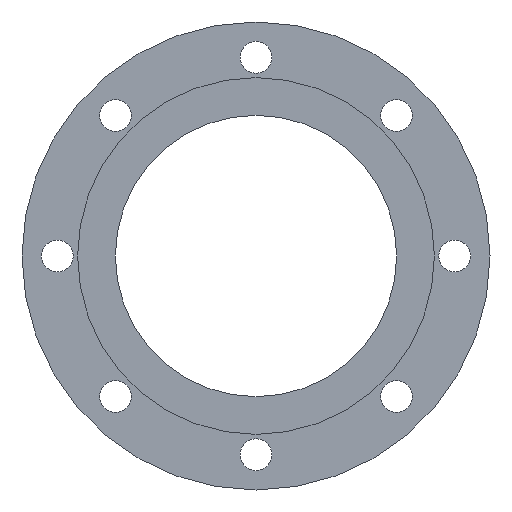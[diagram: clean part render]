
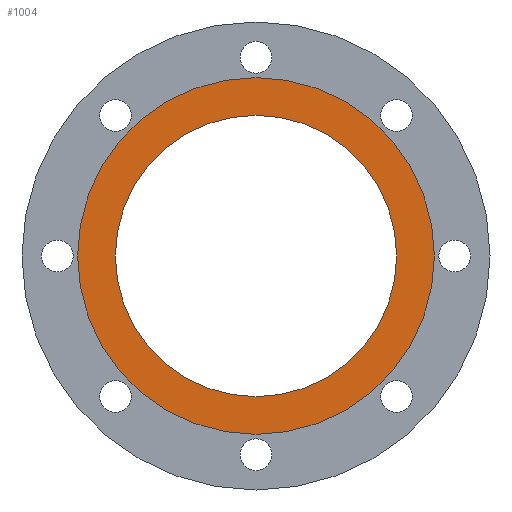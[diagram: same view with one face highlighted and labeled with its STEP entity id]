
A CAD part, front view. The second image highlights one B-rep face of the part: STEP entity #1004.
In plain terms, the highlighted planar face has unit normal (0, -1, 0).
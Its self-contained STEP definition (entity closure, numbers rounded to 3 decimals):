
#12 = DIRECTION ( 'NONE',  ( 0., 1., 0. ) ) ;
#23 = DIRECTION ( 'NONE',  ( 0., 0., -1. ) ) ;
#44 = DIRECTION ( 'NONE',  ( 0., 1., 0. ) ) ;
#46 = VERTEX_POINT ( 'NONE', #1030 ) ;
#69 = DIRECTION ( 'NONE',  ( 0., 1., 0. ) ) ;
#119 = AXIS2_PLACEMENT_3D ( 'NONE', #959, #369, #23 ) ;
#137 = EDGE_LOOP ( 'NONE', ( #1053, #377 ) ) ;
#145 = EDGE_CURVE ( 'NONE', #971, #734, #818, .T. ) ;
#153 = DIRECTION ( 'NONE',  ( 0., 0., 1. ) ) ;
#160 = CARTESIAN_POINT ( 'NONE',  ( 0., 0., 0. ) ) ;
#227 = CARTESIAN_POINT ( 'NONE',  ( 0., 0., 0. ) ) ;
#240 = CARTESIAN_POINT ( 'NONE',  ( 0., 0., 0. ) ) ;
#262 = CIRCLE ( 'NONE', #888, 101. ) ;
#276 = AXIS2_PLACEMENT_3D ( 'NONE', #240, #316, #918 ) ;
#282 = ORIENTED_EDGE ( 'NONE', *, *, #285, .T. ) ;
#285 = EDGE_CURVE ( 'NONE', #683, #46, #496, .T. ) ;
#307 = CARTESIAN_POINT ( 'NONE',  ( 0., 0., 79.65 ) ) ;
#316 = DIRECTION ( 'NONE',  ( 0., 1., 0. ) ) ;
#369 = DIRECTION ( 'NONE',  ( 0., -1., 0. ) ) ;
#377 = ORIENTED_EDGE ( 'NONE', *, *, #836, .F. ) ;
#452 = DIRECTION ( 'NONE',  ( 0., 0., 1. ) ) ;
#496 = CIRCLE ( 'NONE', #276, 79.65 ) ;
#497 = AXIS2_PLACEMENT_3D ( 'NONE', #227, #69, #579 ) ;
#517 = CIRCLE ( 'NONE', #497, 79.65 ) ;
#561 = CARTESIAN_POINT ( 'NONE',  ( 0., 0., -101. ) ) ;
#579 = DIRECTION ( 'NONE',  ( 0., 0., 1. ) ) ;
#588 = CARTESIAN_POINT ( 'NONE',  ( 0., 0., 101. ) ) ;
#683 = VERTEX_POINT ( 'NONE', #307 ) ;
#714 = FACE_BOUND ( 'NONE', #891, .T. ) ;
#734 = VERTEX_POINT ( 'NONE', #561 ) ;
#770 = AXIS2_PLACEMENT_3D ( 'NONE', #807, #44, #452 ) ;
#807 = CARTESIAN_POINT ( 'NONE',  ( 0., 0., 0. ) ) ;
#818 = CIRCLE ( 'NONE', #770, 101. ) ;
#836 = EDGE_CURVE ( 'NONE', #734, #971, #262, .T. ) ;
#888 = AXIS2_PLACEMENT_3D ( 'NONE', #160, #12, #153 ) ;
#891 = EDGE_LOOP ( 'NONE', ( #282, #993 ) ) ;
#910 = EDGE_CURVE ( 'NONE', #46, #683, #517, .T. ) ;
#918 = DIRECTION ( 'NONE',  ( 0., 0., 1. ) ) ;
#959 = CARTESIAN_POINT ( 'NONE',  ( 0., 0., 79.65 ) ) ;
#971 = VERTEX_POINT ( 'NONE', #588 ) ;
#993 = ORIENTED_EDGE ( 'NONE', *, *, #910, .T. ) ;
#1004 = ADVANCED_FACE ( 'NONE', ( #714, #1054 ), #1057, .T. ) ;
#1030 = CARTESIAN_POINT ( 'NONE',  ( 0., 0., -79.65 ) ) ;
#1053 = ORIENTED_EDGE ( 'NONE', *, *, #145, .F. ) ;
#1054 = FACE_OUTER_BOUND ( 'NONE', #137, .T. ) ;
#1057 = PLANE ( 'NONE',  #119 ) ;
